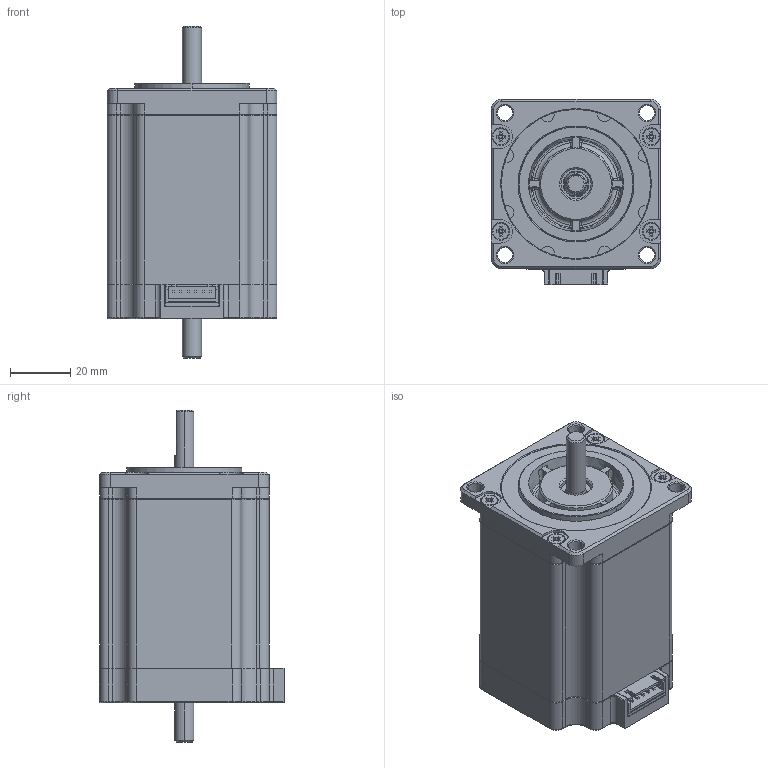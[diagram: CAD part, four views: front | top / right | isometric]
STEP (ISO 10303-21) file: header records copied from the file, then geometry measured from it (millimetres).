
FILE_DESCRIPTION((''),'2;1');
FILE_NAME('4611110027557_ASM','2024-04-17T10:42:05',('ms26442'),(''),'CREO PARAMETRIC BY PTC INC, 2018100','CREO PARAMETRIC BY PTC INC, 2018100','');
FILE_SCHEMA(('CONFIG_CONTROL_DESIGN'));
Products named in the file (26): 4613102100591; 3698153000331; 3698153000043; 4613104004357_ASM; 4713101000728; 4718405003477; 4713120000558_ASM; 4613103008843_ASM; 4219121302125; 4613106100479_AF0; 4332101203564_AF0; 4693220000369_AF0; 4613106100479_AF1; 4613110000003_AF0; 4613106100479_AF2; 4693220000369_AF1; 4613106100479_AF3; 4613107110522_ASM; 4331101000003; 4219121302242; 4294440200013_AF0; 4294404000578; 4613153002583_ASM; 3219720005029; 3219720000388; 4611110027557_ASM
Assembly tree (29 placements, depth 5):
  4611110027557_ASM
    4613153002583_ASM
      4613103008843_ASM
        4613104004357_ASM
          4613102100591
          3698153000331
          3698153000043
        4713120000558_ASM
          4713101000728
          4718405003477
      4219121302125
      4613107110522_ASM
        4613106100479_AF0
        4332101203564_AF0
        4693220000369_AF0
        4613106100479_AF1
        4613110000003_AF0
        4613106100479_AF2
        4693220000369_AF1
        4613106100479_AF3
      4331101000003  x2
      4219121302242
      4294440200013_AF0
      4294404000578  x4
    3219720005029
    3219720000388
Bounding box: 56.26 x 61.48 x 110.1 mm (x, y, z)
Volume: 166693.5 mm3; surface area: 132330.8 mm2
Topology: 27 solids, 41 shells, 4660 faces, 13033 edges, 8578 vertices
Faces by surface type: plane 2391, cylinder 2037, cone 121, torus 51, bspline 36, extrusion 24
Entity records: 149798 total; most frequent: CARTESIAN_POINT 28731, DIRECTION 25737, ORIENTED_EDGE 25418, EDGE_CURVE 12723, AXIS2_PLACEMENT_3D 8709, VERTEX_POINT 8380, VECTOR 8319, LINE 8295
